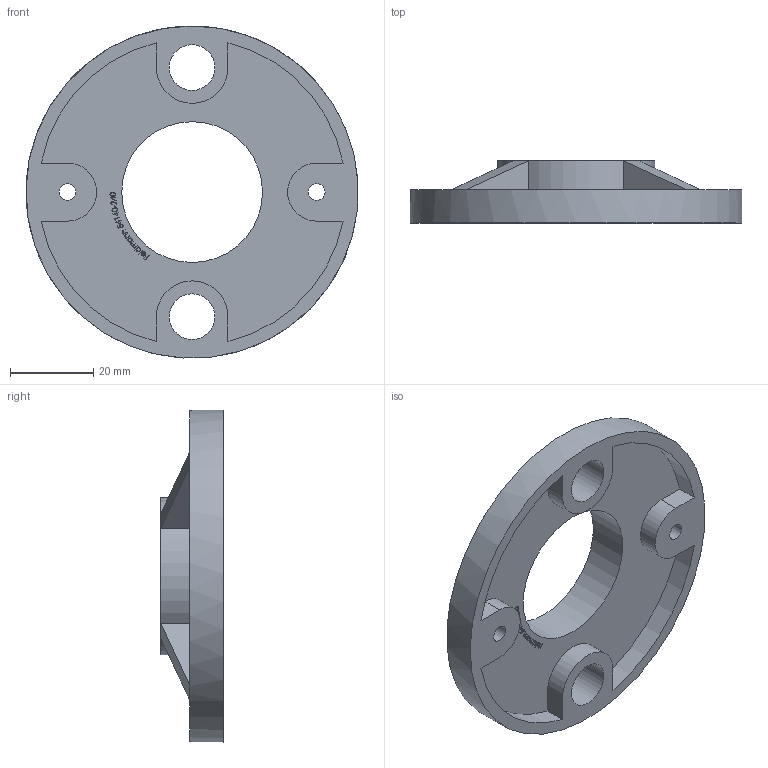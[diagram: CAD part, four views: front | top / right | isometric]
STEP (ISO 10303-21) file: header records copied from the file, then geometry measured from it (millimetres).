
FILE_DESCRIPTION (( 'STEP AP203' ), '1' );
FILE_NAME ('54140-240.step', '2023-09-08T11:12:27', ( '' ), ( '' ), 'SwSTEP 2.0', 'SolidWorks 2018', '' );
FILE_SCHEMA (( 'CONFIG_CONTROL_DESIGN' ));
Length unit declared in the file: millimetre
Products named in the file (1): 54140-240
Bounding box: 79.93 x 15 x 79.95 mm (x, y, z)
Volume: 21357.7 mm3; surface area: 14548.9 mm2
Topology: 1 solids, 1 shells, 269 faces, 700 edges, 459 vertices
Faces by surface type: plane 171, bspline 80, cylinder 18
Full cylindrical faces by diameter (mm): 4 x2, 11 x2, 33.9 x1, 80 x1
Entity records: 12694 total; most frequent: CARTESIAN_POINT 6567, ORIENTED_EDGE 1384, DIRECTION 947, EDGE_CURVE 692, LINE 489, VECTOR 489, VERTEX_POINT 457, EDGE_LOOP 311
